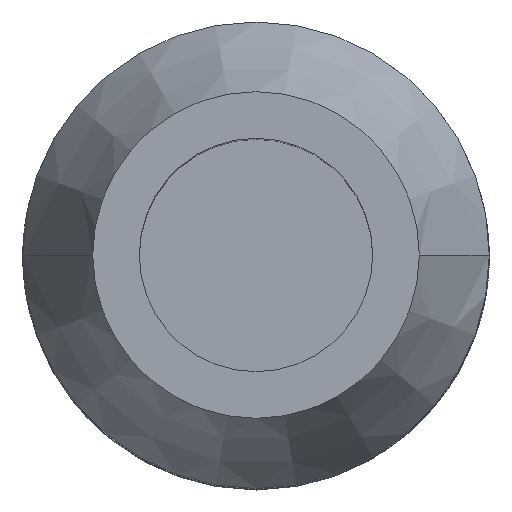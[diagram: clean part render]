
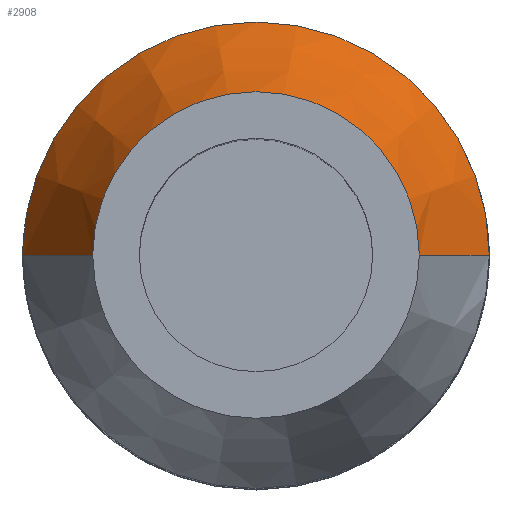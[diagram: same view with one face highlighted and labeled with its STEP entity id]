
A CAD part, top view. The second image highlights one B-rep face of the part: STEP entity #2908.
In plain terms, the highlighted conical face has half-angle 25 degrees and reference radius 20 mm.
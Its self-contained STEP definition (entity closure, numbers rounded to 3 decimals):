
#23 = EDGE_LOOP ( 'NONE', ( #2342, #1549, #1125, #1020 ) ) ;
#34 = VECTOR ( 'NONE', #2567, 1000. ) ;
#314 = VECTOR ( 'NONE', #2061, 1000. ) ;
#323 = CARTESIAN_POINT ( 'NONE',  ( -20., 0., 72.133 ) ) ;
#388 = CARTESIAN_POINT ( 'NONE',  ( 20., 0., 72.133 ) ) ;
#564 = DIRECTION ( 'NONE',  ( -1., 0., 0. ) ) ;
#628 = EDGE_CURVE ( 'NONE', #1553, #2707, #2535, .T. ) ;
#765 = CARTESIAN_POINT ( 'NONE',  ( 0., 0., 72.133 ) ) ;
#920 = DIRECTION ( 'NONE',  ( -1., 0., 0. ) ) ;
#930 = AXIS2_PLACEMENT_3D ( 'NONE', #1033, #2751, #564 ) ;
#941 = CARTESIAN_POINT ( 'NONE',  ( 0., 0., 72.133 ) ) ;
#1020 = ORIENTED_EDGE ( 'NONE', *, *, #628, .F. ) ;
#1033 = CARTESIAN_POINT ( 'NONE',  ( 0., 0., 85. ) ) ;
#1125 = ORIENTED_EDGE ( 'NONE', *, *, #1228, .F. ) ;
#1205 = EDGE_CURVE ( 'NONE', #2181, #2505, #2267, .T. ) ;
#1228 = EDGE_CURVE ( 'NONE', #2707, #2505, #1839, .T. ) ;
#1271 = AXIS2_PLACEMENT_3D ( 'NONE', #765, #1275, #2486 ) ;
#1275 = DIRECTION ( 'NONE',  ( 0., 0., -1. ) ) ;
#1424 = DIRECTION ( 'NONE',  ( 0., 0., -1. ) ) ;
#1549 = ORIENTED_EDGE ( 'NONE', *, *, #1205, .T. ) ;
#1553 = VERTEX_POINT ( 'NONE', #2811 ) ;
#1728 = CONICAL_SURFACE ( 'NONE', #1271, 20., 0.436 ) ;
#1815 = AXIS2_PLACEMENT_3D ( 'NONE', #941, #1424, #920 ) ;
#1839 = CIRCLE ( 'NONE', #1815, 20. ) ;
#2061 = DIRECTION ( 'NONE',  ( -0.423, 0., -0.906 ) ) ;
#2110 = CARTESIAN_POINT ( 'NONE',  ( 20., 0., 72.133 ) ) ;
#2181 = VERTEX_POINT ( 'NONE', #2270 ) ;
#2263 = FACE_OUTER_BOUND ( 'NONE', #23, .T. ) ;
#2267 = LINE ( 'NONE', #2110, #34 ) ;
#2270 = CARTESIAN_POINT ( 'NONE',  ( 14., 0., 85. ) ) ;
#2293 = CIRCLE ( 'NONE', #930, 14. ) ;
#2342 = ORIENTED_EDGE ( 'NONE', *, *, #2895, .T. ) ;
#2486 = DIRECTION ( 'NONE',  ( -1., 0., 0. ) ) ;
#2505 = VERTEX_POINT ( 'NONE', #388 ) ;
#2535 = LINE ( 'NONE', #323, #314 ) ;
#2567 = DIRECTION ( 'NONE',  ( 0.423, 0., -0.906 ) ) ;
#2707 = VERTEX_POINT ( 'NONE', #2789 ) ;
#2751 = DIRECTION ( 'NONE',  ( 0., 0., -1. ) ) ;
#2789 = CARTESIAN_POINT ( 'NONE',  ( -20., 0., 72.133 ) ) ;
#2811 = CARTESIAN_POINT ( 'NONE',  ( -14., 0., 85. ) ) ;
#2895 = EDGE_CURVE ( 'NONE', #1553, #2181, #2293, .T. ) ;
#2908 = ADVANCED_FACE ( 'NONE', ( #2263 ), #1728, .T. ) ;
